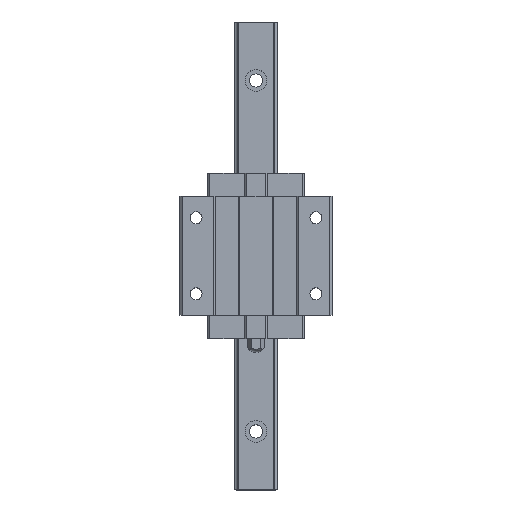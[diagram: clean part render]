
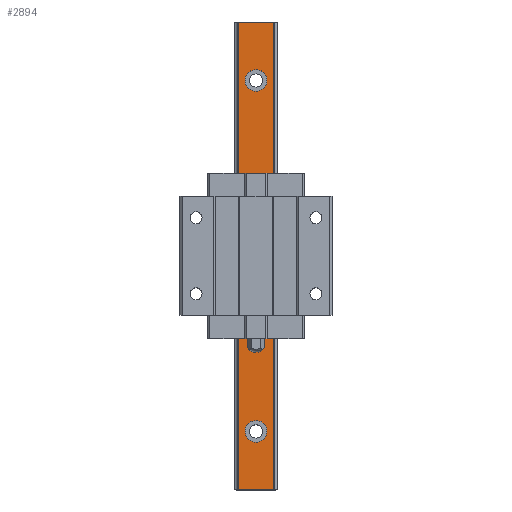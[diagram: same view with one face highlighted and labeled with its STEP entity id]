
A CAD part, top view. The second image highlights one B-rep face of the part: STEP entity #2894.
In plain terms, the highlighted planar face has unit normal (0, 0, 1).
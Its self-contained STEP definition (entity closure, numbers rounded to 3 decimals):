
#91=LINE('',#5126,#369);
#92=LINE('',#5130,#370);
#93=LINE('',#5132,#371);
#94=LINE('',#5134,#372);
#369=VECTOR('',#4256,1000.);
#370=VECTOR('',#4261,1000.);
#371=VECTOR('',#4262,1000.);
#372=VECTOR('',#4263,1000.);
#624=PLANE('',#3873);
#795=ORIENTED_EDGE('',*,*,#1557,.T.);
#796=ORIENTED_EDGE('',*,*,#1561,.T.);
#797=ORIENTED_EDGE('',*,*,#1615,.T.);
#798=ORIENTED_EDGE('',*,*,#1616,.F.);
#799=ORIENTED_EDGE('',*,*,#1614,.F.);
#800=ORIENTED_EDGE('',*,*,#1617,.T.);
#801=ORIENTED_EDGE('',*,*,#1618,.T.);
#1557=EDGE_CURVE('',#1978,#1978,#2271,.T.);
#1561=EDGE_CURVE('',#1982,#1982,#2275,.T.);
#1614=EDGE_CURVE('',#2019,#2018,#91,.T.);
#1615=EDGE_CURVE('',#2020,#2020,#2295,.T.);
#1616=EDGE_CURVE('',#2018,#2021,#92,.T.);
#1617=EDGE_CURVE('',#2019,#2022,#93,.T.);
#1618=EDGE_CURVE('',#2022,#2021,#94,.T.);
#1978=VERTEX_POINT('',#5008);
#1982=VERTEX_POINT('',#5019);
#2018=VERTEX_POINT('',#5123);
#2019=VERTEX_POINT('',#5125);
#2020=VERTEX_POINT('',#5129);
#2021=VERTEX_POINT('',#5131);
#2022=VERTEX_POINT('',#5133);
#2271=CIRCLE('',#3829,3.75);
#2275=CIRCLE('',#3836,3.75);
#2295=CIRCLE('',#3874,3.75);
#2423=EDGE_LOOP('',(#795));
#2424=EDGE_LOOP('',(#796));
#2425=EDGE_LOOP('',(#797));
#2426=EDGE_LOOP('',(#798,#799,#800,#801));
#2631=FACE_BOUND('',#2423,.T.);
#2632=FACE_BOUND('',#2424,.T.);
#2633=FACE_BOUND('',#2425,.T.);
#2634=FACE_BOUND('',#2426,.T.);
#2894=ADVANCED_FACE('',(#2631,#2632,#2633,#2634),#624,.T.);
#3829=AXIS2_PLACEMENT_3D('',#5007,#4135,#4136);
#3836=AXIS2_PLACEMENT_3D('',#5018,#4149,#4150);
#3873=AXIS2_PLACEMENT_3D('',#5127,#4257,#4258);
#3874=AXIS2_PLACEMENT_3D('',#5128,#4259,#4260);
#4135=DIRECTION('',(0.,0.,-1.));
#4136=DIRECTION('',(0.,-1.,0.));
#4149=DIRECTION('',(0.,0.,-1.));
#4150=DIRECTION('',(0.,-1.,0.));
#4256=DIRECTION('',(0.,1.,0.));
#4257=DIRECTION('',(0.,0.,1.));
#4258=DIRECTION('',(1.,0.,0.));
#4259=DIRECTION('',(0.,0.,-1.));
#4260=DIRECTION('',(0.,-1.,0.));
#4261=DIRECTION('',(1.,0.,0.));
#4262=DIRECTION('',(1.,0.,0.));
#4263=DIRECTION('',(0.,1.,0.));
#5007=CARTESIAN_POINT('',(0.,-60.,13.));
#5008=CARTESIAN_POINT('',(0.,-63.75,13.));
#5018=CARTESIAN_POINT('',(0.,0.,13.));
#5019=CARTESIAN_POINT('',(0.,-3.75,13.));
#5123=CARTESIAN_POINT('',(-6.014,80.,13.));
#5125=CARTESIAN_POINT('',(-6.014,-80.,13.));
#5126=CARTESIAN_POINT('',(-6.014,-80.,13.));
#5127=CARTESIAN_POINT('',(-6.014,-80.,13.));
#5128=CARTESIAN_POINT('',(0.,60.,13.));
#5129=CARTESIAN_POINT('',(0.,56.25,13.));
#5130=CARTESIAN_POINT('',(-6.014,80.,13.));
#5131=CARTESIAN_POINT('',(6.014,80.,13.));
#5132=CARTESIAN_POINT('',(-6.014,-80.,13.));
#5133=CARTESIAN_POINT('',(6.014,-80.,13.));
#5134=CARTESIAN_POINT('',(6.014,-80.,13.));
